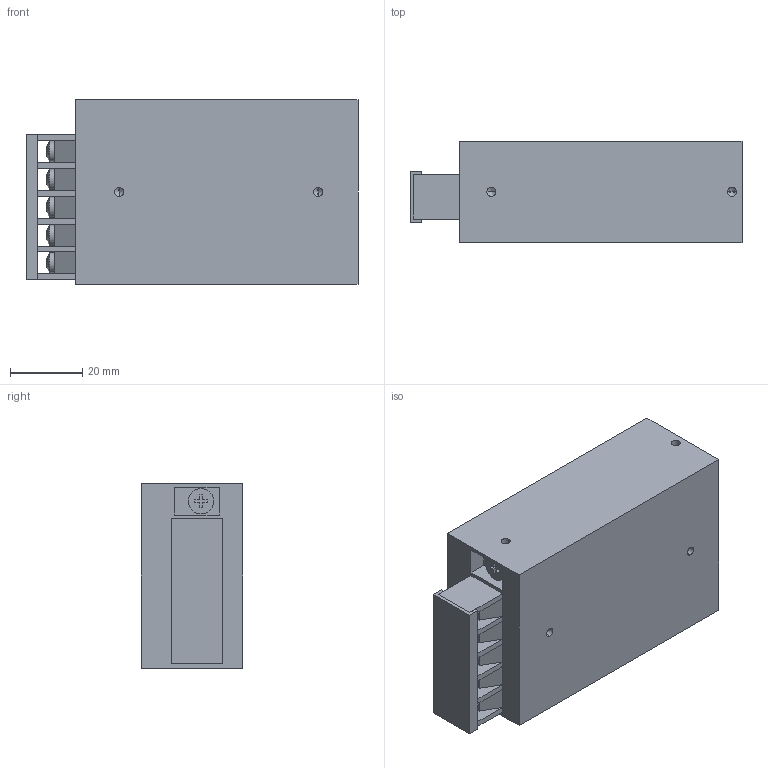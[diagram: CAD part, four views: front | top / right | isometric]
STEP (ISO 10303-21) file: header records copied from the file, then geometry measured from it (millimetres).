
FILE_DESCRIPTION (( 'STEP AP214' ), '1' );
FILE_NAME ('Mean Well RS-25-12.STEP', '2021-01-12T12:20:57', ( '' ), ( '' ), 'SwSTEP 2.0', 'SolidWorks 2020', '' );
FILE_SCHEMA (( 'AUTOMOTIVE_DESIGN' ));
Length unit declared in the file: millimetre
Products named in the file (3): pan head cross recess screw_iso_ISO 7045 - M3 x 10 - Z - 10N; Mean Well RS-25-12
Assembly tree (6 placements, depth 2):
  Mean Well RS-25-12
    Mean Well RS-25-12
    pan head cross recess screw_iso_ISO 7045 - M3 x 10 - Z - 10N  x5
Bounding box: 91.75 x 28 x 51 mm (x, y, z)
Volume: 114951.3 mm3; surface area: 20528.8 mm2
Topology: 7 solids, 7 shells, 333 faces, 802 edges, 473 vertices
Faces by surface type: plane 190, cone 73, cylinder 40, torus 20, sphere 10
Entity records: 5683 total; most frequent: CARTESIAN_POINT 816, DIRECTION 797, ORIENTED_EDGE 748, EDGE_CURVE 374, AXIS2_PLACEMENT_3D 266, VECTOR 265, LINE 265, VERTEX_POINT 233
